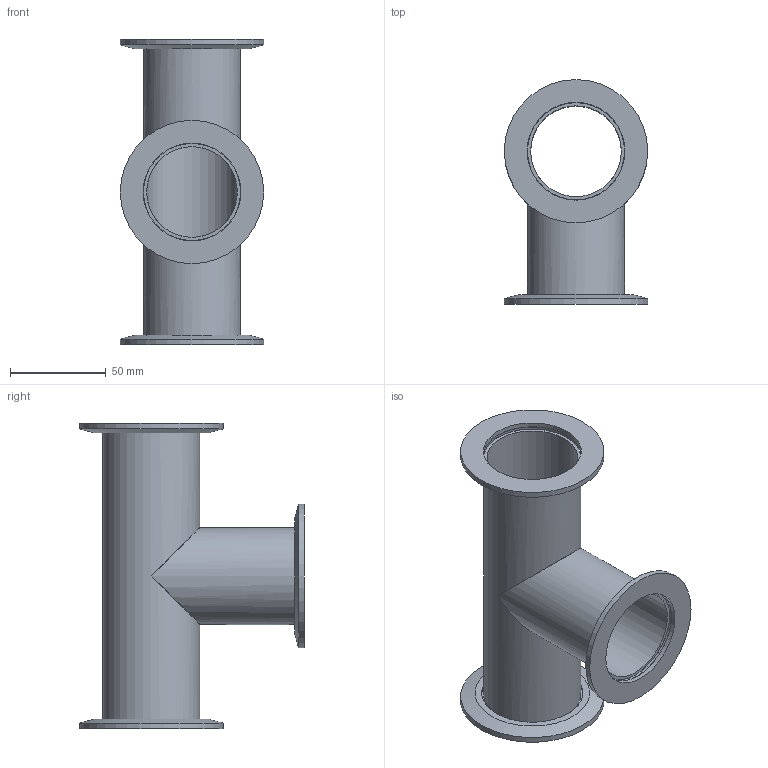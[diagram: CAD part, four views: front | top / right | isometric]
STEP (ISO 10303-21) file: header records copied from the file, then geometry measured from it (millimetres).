
FILE_DESCRIPTION(/* description */ (''),/* implementation_level */ '2;1');
FILE_NAME(/* name */ 'FL-T50KF.stp',/* time_stamp */ '2018-11-20T13:40:03+00:00',/* author */ ('paul'),/* organization */ (''),/* preprocessor_version */ 'ST-DEVELOPER v17.2',/* originating_system */ 'Autodesk Inventor 2019',/* authorisation */ '');
FILE_SCHEMA (('AUTOMOTIVE_DESIGN { 1 0 10303 214 3 1 1 }'));
Length unit declared in the file: millimetre
Products named in the file (4): FL-T50KF; Tube1; Tube; FL-50KF-51W
Assembly tree (5 placements, depth 2):
  FL-T50KF
    Tube1
    Tube
    FL-50KF-51W  x3
Bounding box: 75 x 117.5 x 160 mm (x, y, z)
Volume: 80287.9 mm3; surface area: 81375 mm2
Topology: 5 solids, 5 shells, 38 faces, 93 edges, 68 vertices
Faces by surface type: plane 19, cylinder 16, cone 3
Full cylindrical faces by diameter (mm): 47.5 x2, 50.8 x2, 51 x3, 51.2 x3, 52.9 x3, 75 x3
Entity records: 774 total; most frequent: DIRECTION 137, CARTESIAN_POINT 108, ORIENTED_EDGE 94, AXIS2_PLACEMENT_3D 61, EDGE_CURVE 47, VERTEX_POINT 32, EDGE_LOOP 27, CIRCLE 24
